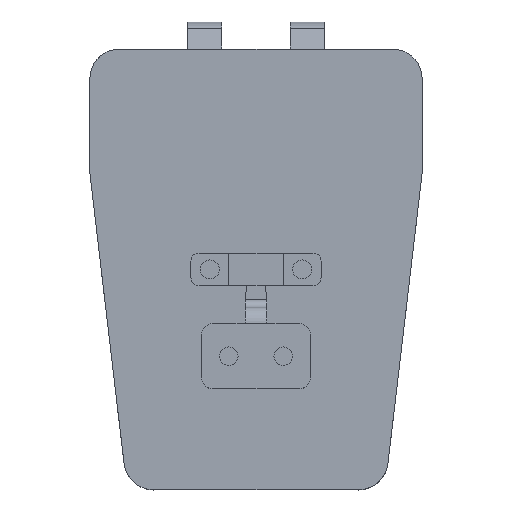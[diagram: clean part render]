
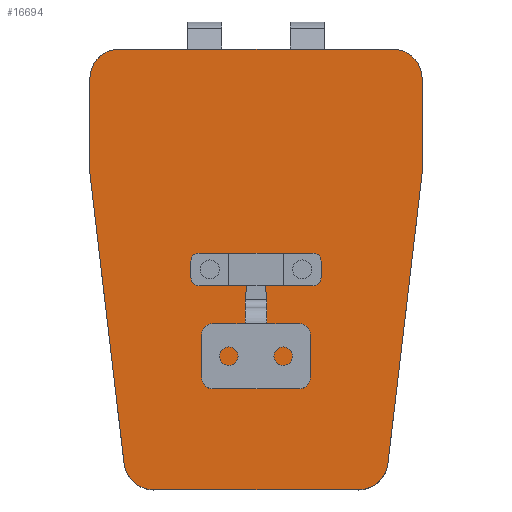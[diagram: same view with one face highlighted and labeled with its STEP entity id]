
A CAD part, top view. The second image highlights one B-rep face of the part: STEP entity #16694.
In plain terms, the highlighted face is planar.
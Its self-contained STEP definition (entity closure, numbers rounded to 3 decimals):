
#206=FACE_BOUND('',#3019,.T.);
#207=FACE_BOUND('',#3020,.T.);
#1187=PLANE('',#18226);
#2037=FACE_OUTER_BOUND('',#3018,.T.);
#3018=EDGE_LOOP('',(#15162,#15163,#15164,#15165,#15166,#15167,#15168,#15169,
#15170,#15171));
#3019=EDGE_LOOP('',(#15172));
#3020=EDGE_LOOP('',(#15173));
#4698=LINE('',#27210,#6584);
#4736=LINE('',#27289,#6622);
#4798=LINE('',#27463,#6684);
#4800=LINE('',#27467,#6686);
#4803=LINE('',#27475,#6689);
#4805=LINE('',#27481,#6691);
#6584=VECTOR('',#22012,10.);
#6622=VECTOR('',#22074,10.);
#6684=VECTOR('',#22266,10.);
#6686=VECTOR('',#22270,10.);
#6689=VECTOR('',#22279,10.);
#6691=VECTOR('',#22287,10.);
#7251=CIRCLE('',#18211,1.75);
#7252=CIRCLE('',#18213,1.75);
#7253=CIRCLE('',#18215,5.5);
#7254=CIRCLE('',#18219,5.5);
#7255=CIRCLE('',#18222,5.5);
#7256=CIRCLE('',#18225,5.5);
#8552=VERTEX_POINT('',#27207);
#8553=VERTEX_POINT('',#27209);
#8581=VERTEX_POINT('',#27286);
#8582=VERTEX_POINT('',#27288);
#8626=VERTEX_POINT('',#27450);
#8627=VERTEX_POINT('',#27454);
#8628=VERTEX_POINT('',#27458);
#8629=VERTEX_POINT('',#27462);
#8630=VERTEX_POINT('',#27466);
#8631=VERTEX_POINT('',#27470);
#8632=VERTEX_POINT('',#27474);
#8633=VERTEX_POINT('',#27480);
#10705=EDGE_CURVE('',#8552,#8553,#4698,.T.);
#10745=EDGE_CURVE('',#8581,#8582,#4736,.T.);
#10826=EDGE_CURVE('',#8626,#8626,#7251,.T.);
#10828=EDGE_CURVE('',#8627,#8627,#7252,.T.);
#10830=EDGE_CURVE('',#8628,#8581,#7253,.T.);
#10832=EDGE_CURVE('',#8629,#8628,#4798,.T.);
#10834=EDGE_CURVE('',#8630,#8629,#4800,.T.);
#10836=EDGE_CURVE('',#8631,#8630,#7254,.T.);
#10838=EDGE_CURVE('',#8632,#8631,#4803,.T.);
#10840=EDGE_CURVE('',#8553,#8632,#7255,.T.);
#10841=EDGE_CURVE('',#8633,#8552,#4805,.T.);
#10843=EDGE_CURVE('',#8582,#8633,#7256,.T.);
#15162=ORIENTED_EDGE('',*,*,#10745,.F.);
#15163=ORIENTED_EDGE('',*,*,#10830,.F.);
#15164=ORIENTED_EDGE('',*,*,#10832,.F.);
#15165=ORIENTED_EDGE('',*,*,#10834,.F.);
#15166=ORIENTED_EDGE('',*,*,#10836,.F.);
#15167=ORIENTED_EDGE('',*,*,#10838,.F.);
#15168=ORIENTED_EDGE('',*,*,#10840,.F.);
#15169=ORIENTED_EDGE('',*,*,#10705,.F.);
#15170=ORIENTED_EDGE('',*,*,#10841,.F.);
#15171=ORIENTED_EDGE('',*,*,#10843,.F.);
#15172=ORIENTED_EDGE('',*,*,#10826,.T.);
#15173=ORIENTED_EDGE('',*,*,#10828,.T.);
#16694=ADVANCED_FACE('',(#2037,#206,#207),#1187,.F.);
#18211=AXIS2_PLACEMENT_3D('',#27451,#22251,#22252);
#18213=AXIS2_PLACEMENT_3D('',#27455,#22256,#22257);
#18215=AXIS2_PLACEMENT_3D('',#27459,#22261,#22262);
#18219=AXIS2_PLACEMENT_3D('',#27471,#22274,#22275);
#18222=AXIS2_PLACEMENT_3D('',#27478,#22283,#22284);
#18225=AXIS2_PLACEMENT_3D('',#27484,#22291,#22292);
#18226=AXIS2_PLACEMENT_3D('',#27485,#22293,#22294);
#22012=DIRECTION('',(0.,0.,1.));
#22074=DIRECTION('',(-1.,0.,0.));
#22251=DIRECTION('center_axis',(0.,1.,0.));
#22252=DIRECTION('ref_axis',(1.,0.,0.));
#22256=DIRECTION('center_axis',(0.,1.,0.));
#22257=DIRECTION('ref_axis',(1.,0.,0.));
#22261=DIRECTION('center_axis',(0.,1.,0.));
#22262=DIRECTION('ref_axis',(0.993,0.,-0.117));
#22266=DIRECTION('',(-0.117,0.,-0.993));
#22270=DIRECTION('',(0.,0.,-1.));
#22274=DIRECTION('center_axis',(0.,1.,0.));
#22275=DIRECTION('ref_axis',(0.,0.,1.));
#22279=DIRECTION('',(1.,0.,0.));
#22283=DIRECTION('center_axis',(0.,1.,0.));
#22284=DIRECTION('ref_axis',(-1.,0.,0.));
#22287=DIRECTION('',(-0.117,0.,0.993));
#22291=DIRECTION('center_axis',(0.,1.,0.));
#22292=DIRECTION('ref_axis',(0.,0.,-1.));
#22293=DIRECTION('center_axis',(0.,1.,0.));
#22294=DIRECTION('ref_axis',(0.,0.,1.));
#27207=CARTESIAN_POINT('',(-93.135,0.,17.422));
#27209=CARTESIAN_POINT('',(-93.135,0.,34.797));
#27210=CARTESIAN_POINT('',(-93.135,0.,17.422));
#27286=CARTESIAN_POINT('',(-43.651,0.,-40.953));
#27288=CARTESIAN_POINT('',(-81.37,0.,-40.953));
#27289=CARTESIAN_POINT('',(-43.651,0.,-40.953));
#27450=CARTESIAN_POINT('',(-55.76,0.,-0.328));
#27451=CARTESIAN_POINT('Origin',(-54.01,0.,-0.328));
#27454=CARTESIAN_POINT('',(-72.76,0.,-0.328));
#27455=CARTESIAN_POINT('Origin',(-71.01,0.,-0.328));
#27458=CARTESIAN_POINT('',(-38.188,0.,-36.097));
#27459=CARTESIAN_POINT('Origin',(-43.651,0.,-35.453));
#27462=CARTESIAN_POINT('',(-31.885,0.,17.422));
#27463=CARTESIAN_POINT('',(-31.885,0.,17.422));
#27466=CARTESIAN_POINT('',(-31.885,0.,34.797));
#27467=CARTESIAN_POINT('',(-31.885,0.,34.797));
#27470=CARTESIAN_POINT('',(-37.385,0.,40.297));
#27471=CARTESIAN_POINT('Origin',(-37.385,0.,34.797));
#27474=CARTESIAN_POINT('',(-87.635,0.,40.297));
#27475=CARTESIAN_POINT('',(-87.635,0.,40.297));
#27478=CARTESIAN_POINT('Origin',(-87.635,0.,34.797));
#27480=CARTESIAN_POINT('',(-86.832,0.,-36.097));
#27481=CARTESIAN_POINT('',(-86.832,0.,-36.097));
#27484=CARTESIAN_POINT('Origin',(-81.37,0.,-35.453));
#27485=CARTESIAN_POINT('Origin',(-62.51,0.,-0.328));
